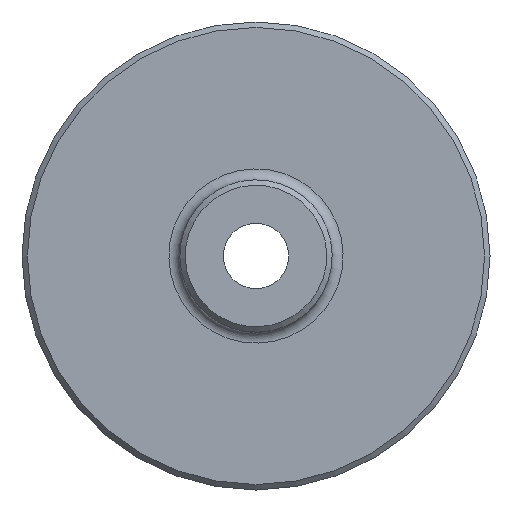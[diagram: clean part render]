
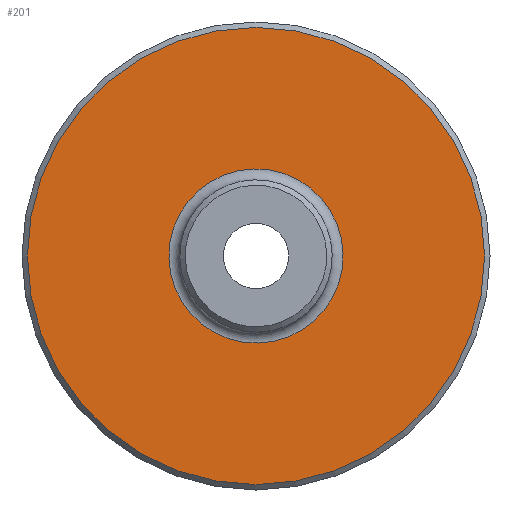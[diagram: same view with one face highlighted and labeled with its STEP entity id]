
A CAD part, front view. The second image highlights one B-rep face of the part: STEP entity #201.
In plain terms, the highlighted planar face has unit normal (0, -1, 0).
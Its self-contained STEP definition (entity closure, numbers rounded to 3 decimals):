
#21=FACE_BOUND('',#52,.T.);
#26=PLANE('',#235);
#37=FACE_OUTER_BOUND('',#51,.T.);
#51=EDGE_LOOP('',(#155));
#52=EDGE_LOOP('',(#156));
#85=CIRCLE('',#233,21.);
#87=CIRCLE('',#236,8.);
#101=VERTEX_POINT('',#338);
#103=VERTEX_POINT('',#344);
#120=EDGE_CURVE('',#101,#101,#85,.T.);
#123=EDGE_CURVE('',#103,#103,#87,.F.);
#155=ORIENTED_EDGE('',*,*,#120,.F.);
#156=ORIENTED_EDGE('',*,*,#123,.F.);
#201=ADVANCED_FACE('',(#37,#21),#26,.F.);
#233=AXIS2_PLACEMENT_3D('',#339,#275,#276);
#235=AXIS2_PLACEMENT_3D('',#343,#280,#281);
#236=AXIS2_PLACEMENT_3D('',#345,#282,#283);
#275=DIRECTION('center_axis',(0.,1.,0.));
#276=DIRECTION('ref_axis',(-1.,0.,0.));
#280=DIRECTION('center_axis',(0.,1.,0.));
#281=DIRECTION('ref_axis',(-1.,0.,0.));
#282=DIRECTION('center_axis',(0.,1.,0.));
#283=DIRECTION('ref_axis',(0.,0.,-1.));
#338=CARTESIAN_POINT('',(21.,-2.5,0.));
#339=CARTESIAN_POINT('Origin',(0.,-2.5,0.));
#343=CARTESIAN_POINT('Origin',(0.,-2.5,0.));
#344=CARTESIAN_POINT('',(-3.835,-2.5,-7.021));
#345=CARTESIAN_POINT('Origin',(0.,-2.5,0.));
